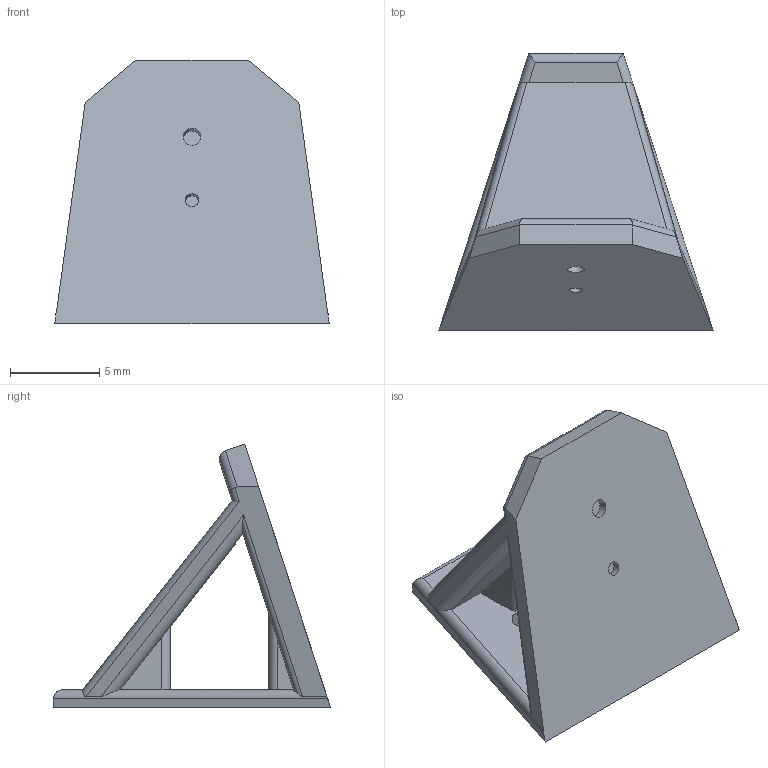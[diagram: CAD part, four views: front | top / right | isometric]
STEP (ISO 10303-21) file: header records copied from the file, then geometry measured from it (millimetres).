
FILE_DESCRIPTION(('Open CASCADE Model'),'2;1');
FILE_NAME('Open CASCADE Shape Model','2024-10-09T16:41:23',('Author'),( 'Open CASCADE'),'Open CASCADE STEP processor 7.7','Open CASCADE 7.7' ,'Unknown');
FILE_SCHEMA(('AUTOMOTIVE_DESIGN { 1 0 10303 214 1 1 1 1 }'));
Length unit declared in the file: millimetre
Products named in the file (1): COMPOUND
Bounding box: 15.35 x 15.5 x 14.74 mm (x, y, z)
Volume: 619.6 mm3; surface area: 944.9 mm2
Topology: 1 solids, 1 shells, 51 faces, 146 edges, 96 vertices
Faces by surface type: plane 31, cylinder 20
Full cylindrical faces by diameter (mm): 0.75 x1, 1 x1
Entity records: 4237 total; most frequent: CARTESIAN_POINT 1456, DIRECTION 475, ORIENTED_EDGE 292, PCURVE 292, DEFINITIONAL_REPRESENTATION 292, LINE 280, VECTOR 280, EDGE_CURVE 146
